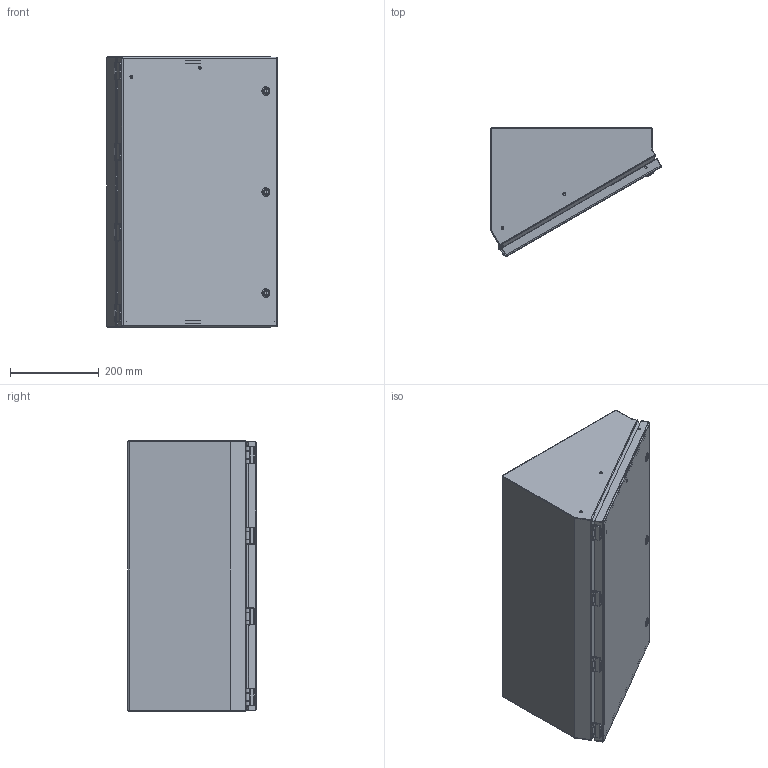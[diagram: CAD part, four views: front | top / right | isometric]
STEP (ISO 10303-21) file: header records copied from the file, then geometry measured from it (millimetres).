
FILE_DESCRIPTION (( 'STEP AP214' ), '1' );
FILE_NAME ('SCE-16C24ELJ.STEP', '2021-01-04T21:12:12', ( '' ), ( '' ), 'SwSTEP 2.0', 'SolidWorks 2019', '' );
FILE_SCHEMA (( 'AUTOMOTIVE_DESIGN' ));
Length unit declared in the file: inch
Products named in the file (1): SCE-16C24ELJ
Bounding box: 384.29 x 289.05 x 609.7 mm (x, y, z)
Volume: 1820818.9 mm3; surface area: 2243618.3 mm2
Topology: 46 solids, 50 shells, 1740 faces, 4053 edges, 2441 vertices
Faces by surface type: cylinder 706, plane 668, torus 170, bspline 116, cone 44, sphere 36
Full cylindrical faces by diameter (mm): 5.08 x3, 7.874 x3, 8.89 x3, 11.684 x3
Entity records: 95279 total; most frequent: CARTESIAN_POINT 42340, DIRECTION 8359, ORIENTED_EDGE 8010, EDGE_CURVE 4005, AXIS2_PLACEMENT_3D 3169, VERTEX_POINT 2432, LINE 2021, VECTOR 2021
